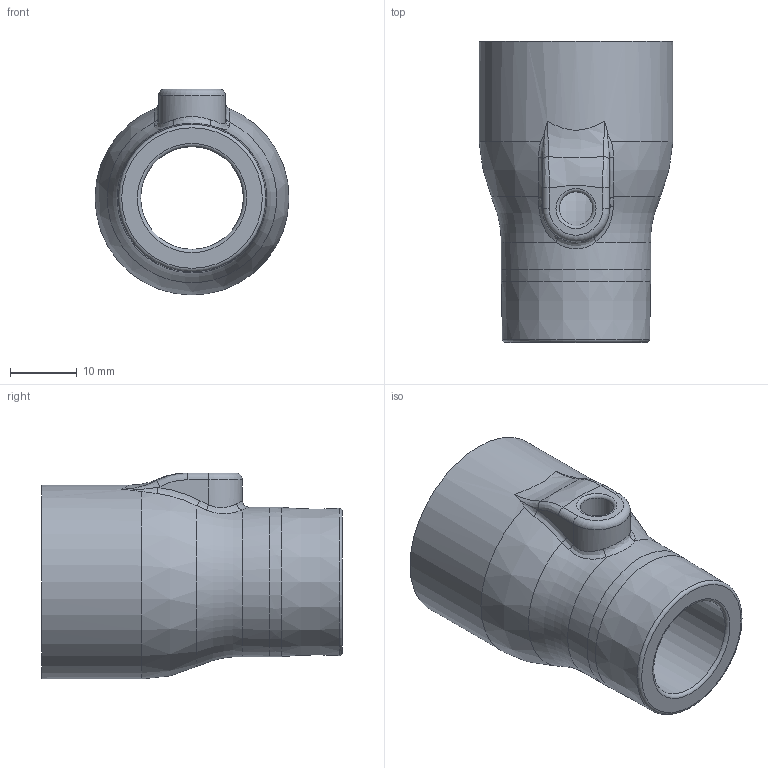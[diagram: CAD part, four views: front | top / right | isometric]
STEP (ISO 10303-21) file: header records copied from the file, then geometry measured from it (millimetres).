
FILE_DESCRIPTION(/* description */ (''),/* implementation_level */ '2;1');
FILE_NAME(/* name */ 'Mask Manifold v5.step',/* time_stamp */ '2020-05-05T16:14:58+10:00',/* author */ (''),/* organization */ (''),/* preprocessor_version */ 'ST-DEVELOPER v18.1',/* originating_system */ 'Autodesk Translation Framework v9.2.0.1227',/* authorisation */ '');
FILE_SCHEMA (('AUTOMOTIVE_DESIGN { 1 0 10303 214 3 1 1 }'));
Length unit declared in the file: millimetre
Products named in the file (1): Mask Manifold
Bounding box: 29 x 45 x 30.8 mm (x, y, z)
Volume: 11242.3 mm3; surface area: 6959.7 mm2
Topology: 1 solids, 1 shells, 42 faces, 120 edges, 79 vertices
Faces by surface type: bspline 18, cylinder 8, torus 8, plane 5, cone 3
Full cylindrical faces by diameter (mm): 5 x1, 15.349 x1, 22 x1, 22.349 x1, 29 x1
Entity records: 1959 total; most frequent: CARTESIAN_POINT 879, ORIENTED_EDGE 240, DIRECTION 204, EDGE_CURVE 120, AXIS2_PLACEMENT_3D 95, VERTEX_POINT 79, CIRCLE 70, EDGE_LOOP 45
